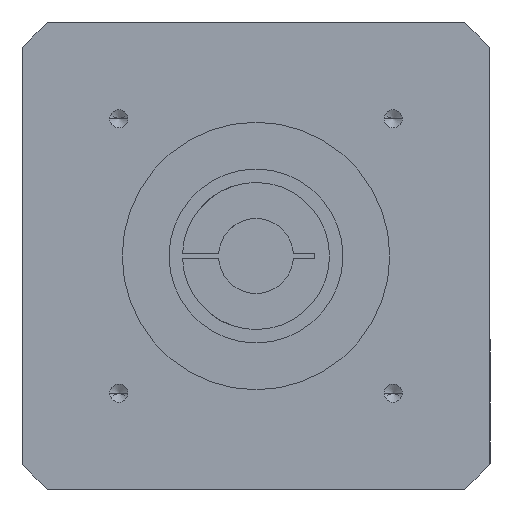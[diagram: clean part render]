
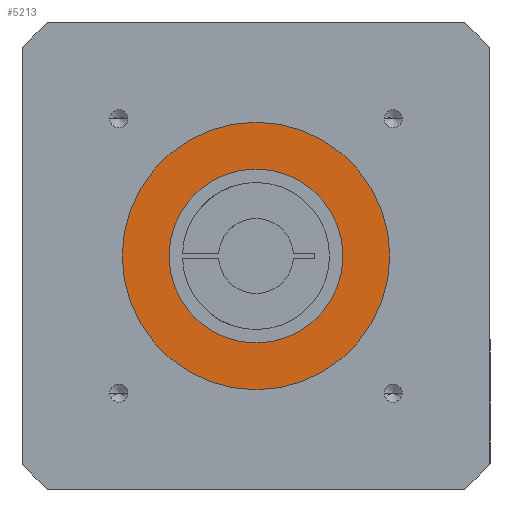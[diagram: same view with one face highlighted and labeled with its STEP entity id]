
A CAD part, front view. The second image highlights one B-rep face of the part: STEP entity #5213.
In plain terms, the highlighted face is planar.
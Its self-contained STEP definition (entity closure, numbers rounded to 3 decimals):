
#209 = CARTESIAN_POINT ( 'NONE',  ( 0., 70., -32.5 ) ) ;
#543 = DIRECTION ( 'NONE',  ( 0., 1., 0. ) ) ;
#714 = EDGE_CURVE ( 'NONE', #3701, #799, #3410, .T. ) ;
#799 = VERTEX_POINT ( 'NONE', #5259 ) ;
#969 = AXIS2_PLACEMENT_3D ( 'NONE', #2023, #2419, #1240 ) ;
#980 = CARTESIAN_POINT ( 'NONE',  ( 0., 70., 0. ) ) ;
#1055 = EDGE_CURVE ( 'NONE', #799, #3701, #5053, .T. ) ;
#1106 = VERTEX_POINT ( 'NONE', #4238 ) ;
#1235 = VERTEX_POINT ( 'NONE', #2172 ) ;
#1240 = DIRECTION ( 'NONE',  ( 0., 0., 1. ) ) ;
#1287 = AXIS2_PLACEMENT_3D ( 'NONE', #980, #1364, #3484 ) ;
#1295 = AXIS2_PLACEMENT_3D ( 'NONE', #5145, #4732, #2601 ) ;
#1364 = DIRECTION ( 'NONE',  ( 0., 1., 0. ) ) ;
#1483 = CIRCLE ( 'NONE', #1287, 50. ) ;
#1797 = CARTESIAN_POINT ( 'NONE',  ( 0., 70., 0. ) ) ;
#1798 = EDGE_CURVE ( 'NONE', #1106, #1235, #2169, .T. ) ;
#1870 = FACE_OUTER_BOUND ( 'NONE', #3415, .T. ) ;
#2023 = CARTESIAN_POINT ( 'NONE',  ( 0., 70., 0. ) ) ;
#2060 = FACE_BOUND ( 'NONE', #4717, .T. ) ;
#2169 = CIRCLE ( 'NONE', #2311, 50. ) ;
#2172 = CARTESIAN_POINT ( 'NONE',  ( 0., 70., 50. ) ) ;
#2311 = AXIS2_PLACEMENT_3D ( 'NONE', #1797, #543, #3450 ) ;
#2419 = DIRECTION ( 'NONE',  ( 0., 1., 0. ) ) ;
#2461 = ORIENTED_EDGE ( 'NONE', *, *, #1055, .F. ) ;
#2601 = DIRECTION ( 'NONE',  ( 0., 0., 1. ) ) ;
#3042 = ORIENTED_EDGE ( 'NONE', *, *, #1798, .T. ) ;
#3093 = CARTESIAN_POINT ( 'NONE',  ( 0., 70., 0. ) ) ;
#3107 = EDGE_CURVE ( 'NONE', #1235, #1106, #1483, .T. ) ;
#3410 = CIRCLE ( 'NONE', #4070, 32.5 ) ;
#3415 = EDGE_LOOP ( 'NONE', ( #4225, #3042 ) ) ;
#3450 = DIRECTION ( 'NONE',  ( 0., 0., 1. ) ) ;
#3484 = DIRECTION ( 'NONE',  ( 0., 0., 1. ) ) ;
#3701 = VERTEX_POINT ( 'NONE', #209 ) ;
#3947 = DIRECTION ( 'NONE',  ( 0., 1., 0. ) ) ;
#4070 = AXIS2_PLACEMENT_3D ( 'NONE', #3093, #3947, #4390 ) ;
#4225 = ORIENTED_EDGE ( 'NONE', *, *, #3107, .T. ) ;
#4238 = CARTESIAN_POINT ( 'NONE',  ( 0., 70., -50. ) ) ;
#4390 = DIRECTION ( 'NONE',  ( 0., 0., 1. ) ) ;
#4400 = ORIENTED_EDGE ( 'NONE', *, *, #714, .F. ) ;
#4713 = PLANE ( 'NONE',  #1295 ) ;
#4717 = EDGE_LOOP ( 'NONE', ( #2461, #4400 ) ) ;
#4732 = DIRECTION ( 'NONE',  ( 0., 1., 0. ) ) ;
#5053 = CIRCLE ( 'NONE', #969, 32.5 ) ;
#5145 = CARTESIAN_POINT ( 'NONE',  ( 0., 70., 0. ) ) ;
#5213 = ADVANCED_FACE ( 'NONE', ( #2060, #1870 ), #4713, .T. ) ;
#5259 = CARTESIAN_POINT ( 'NONE',  ( 0., 70., 32.5 ) ) ;
